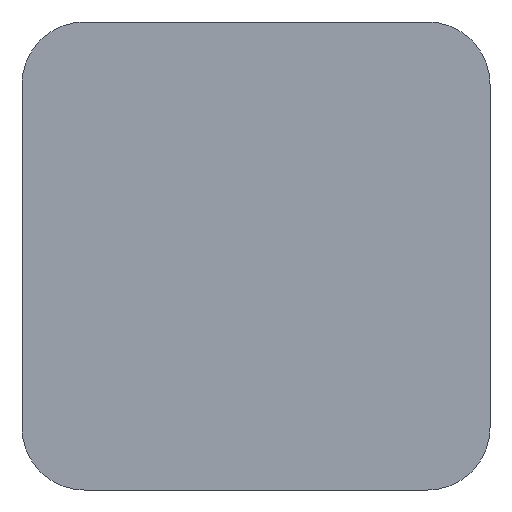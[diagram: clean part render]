
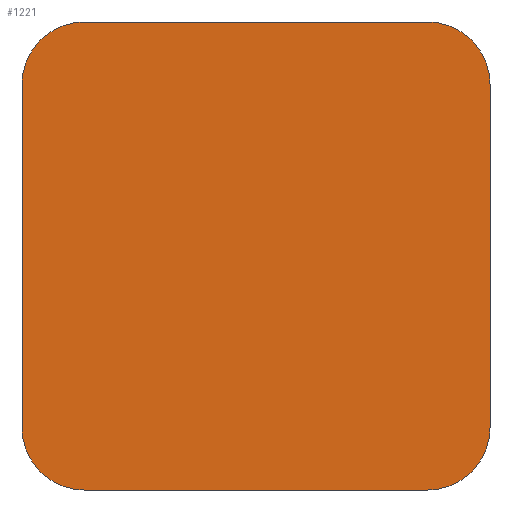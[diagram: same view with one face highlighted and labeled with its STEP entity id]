
A CAD part, front view. The second image highlights one B-rep face of the part: STEP entity #1221.
In plain terms, the highlighted planar face has unit normal (0, -1, 0).
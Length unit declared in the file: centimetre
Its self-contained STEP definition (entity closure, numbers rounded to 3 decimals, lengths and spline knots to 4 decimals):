
#78=PLANE('',#1336);
#111=VECTOR('',#1455,1.);
#115=VECTOR('',#1464,1.);
#199=VECTOR('',#1628,1.);
#200=VECTOR('',#1631,1.);
#228=LINE('',#1753,#111);
#232=LINE('',#1763,#115);
#316=LINE('',#1973,#199);
#317=LINE('',#1977,#200);
#349=CIRCLE('',#1276,2.);
#350=CIRCLE('',#1279,2.);
#363=CIRCLE('',#1337,2.);
#364=CIRCLE('',#1338,2.);
#401=VERTEX_POINT('',#1752);
#402=VERTEX_POINT('',#1754);
#403=VERTEX_POINT('',#1758);
#404=VERTEX_POINT('',#1762);
#405=VERTEX_POINT('',#1766);
#472=VERTEX_POINT('',#1974);
#473=VERTEX_POINT('',#1976);
#474=VERTEX_POINT('',#1978);
#531=EDGE_CURVE('',#401,#402,#228,.T.);
#534=EDGE_CURVE('',#403,#401,#349,.T.);
#536=EDGE_CURVE('',#404,#403,#232,.T.);
#538=EDGE_CURVE('',#405,#404,#350,.T.);
#648=EDGE_CURVE('',#472,#405,#316,.T.);
#649=EDGE_CURVE('',#473,#472,#363,.T.);
#650=EDGE_CURVE('',#474,#473,#317,.T.);
#651=EDGE_CURVE('',#402,#474,#364,.T.);
#987=ORIENTED_EDGE('',*,*,#534,.F.);
#988=ORIENTED_EDGE('',*,*,#536,.F.);
#989=ORIENTED_EDGE('',*,*,#538,.F.);
#990=ORIENTED_EDGE('',*,*,#648,.F.);
#991=ORIENTED_EDGE('',*,*,#649,.F.);
#992=ORIENTED_EDGE('',*,*,#650,.F.);
#993=ORIENTED_EDGE('',*,*,#651,.F.);
#994=ORIENTED_EDGE('',*,*,#531,.F.);
#1078=EDGE_LOOP('',(#987,#988,#989,#990,#991,#992,#993,#994));
#1150=FACE_BOUND('',#1078,.T.);
#1221=ADVANCED_FACE('',(#1150),#78,.F.);
#1276=AXIS2_PLACEMENT_3D('',#1759,#1460,#1461);
#1279=AXIS2_PLACEMENT_3D('',#1767,#1468,#1469);
#1336=AXIS2_PLACEMENT_3D('',#1972,#1627,$);
#1337=AXIS2_PLACEMENT_3D('',#1975,#1629,#1630);
#1338=AXIS2_PLACEMENT_3D('',#1979,#1632,#1633);
#1455=DIRECTION('',(0.,0.,1.));
#1460=DIRECTION('',(0.,1.,0.));
#1461=DIRECTION('',(-1.414,0.,-1.414));
#1464=DIRECTION('',(-1.,0.,0.));
#1468=DIRECTION('',(0.,1.,0.));
#1469=DIRECTION('',(1.414,0.,-1.414));
#1627=DIRECTION('',(0.,1.,0.));
#1628=DIRECTION('',(0.,0.,-1.));
#1629=DIRECTION('',(0.,1.,0.));
#1630=DIRECTION('',(1.414,0.,1.414));
#1631=DIRECTION('',(1.,0.,0.));
#1632=DIRECTION('',(0.,1.,0.));
#1633=DIRECTION('',(-1.414,0.,1.414));
#1752=CARTESIAN_POINT('',(-7.5,0.,-5.5));
#1753=CARTESIAN_POINT('',(-7.5,0.,-7.5));
#1754=CARTESIAN_POINT('',(-7.5,0.,5.5));
#1758=CARTESIAN_POINT('',(-5.5,0.,-7.5));
#1759=CARTESIAN_POINT('',(-5.5,0.,-5.5));
#1762=CARTESIAN_POINT('',(5.5,0.,-7.5));
#1763=CARTESIAN_POINT('',(7.5,0.,-7.5));
#1766=CARTESIAN_POINT('',(7.5,0.,-5.5));
#1767=CARTESIAN_POINT('',(5.5,0.,-5.5));
#1972=CARTESIAN_POINT('',(0.,0.,0.));
#1973=CARTESIAN_POINT('',(7.5,0.,7.5));
#1974=CARTESIAN_POINT('',(7.5,0.,5.5));
#1975=CARTESIAN_POINT('',(5.5,0.,5.5));
#1976=CARTESIAN_POINT('',(5.5,0.,7.5));
#1977=CARTESIAN_POINT('',(-7.5,0.,7.5));
#1978=CARTESIAN_POINT('',(-5.5,0.,7.5));
#1979=CARTESIAN_POINT('',(-5.5,0.,5.5));
